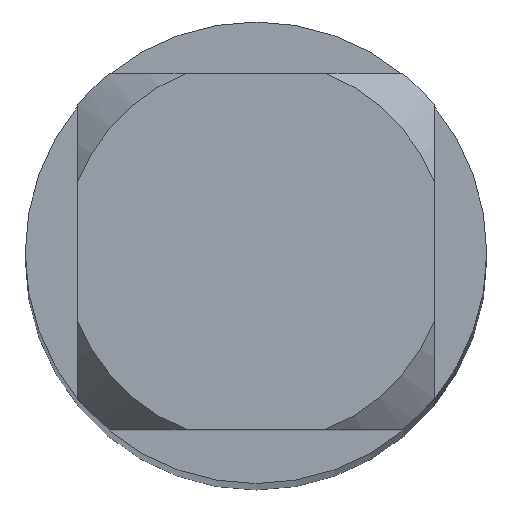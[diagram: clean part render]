
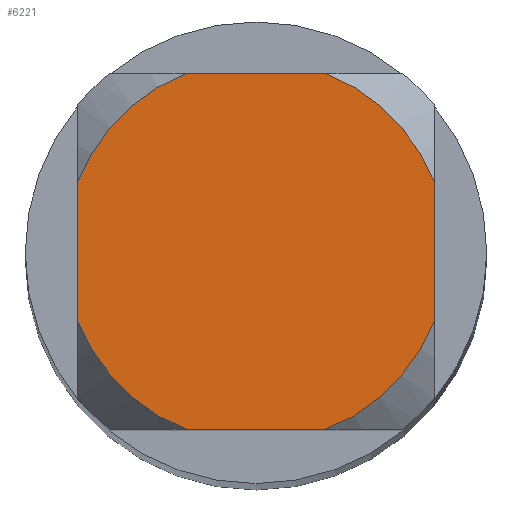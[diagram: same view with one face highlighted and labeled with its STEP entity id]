
A CAD part, top view. The second image highlights one B-rep face of the part: STEP entity #6221.
In plain terms, the highlighted planar face has unit normal (0, 0, 1).
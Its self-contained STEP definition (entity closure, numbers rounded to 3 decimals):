
#2753=EDGE_CURVE('',#4353,#6135,#8033,.T.);
#3193=VERTEX_POINT('',#8499);
#3659=VERTEX_POINT('',#9005);
#4325=VERTEX_POINT('',#9725);
#4353=VERTEX_POINT('',#9755);
#4727=EDGE_CURVE('',#4353,#4325,#10166,.T.);
#4771=VERTEX_POINT('',#10213);
#5223=EDGE_CURVE('',#6541,#4325,#10703,.T.);
#5407=EDGE_CURVE('',#5713,#3193,#10903,.T.);
#5713=VERTEX_POINT('',#11243);
#5759=EDGE_CURVE('',#5713,#4771,#11291,.T.);
#6135=VERTEX_POINT('',#11701);
#6181=EDGE_CURVE('',#3659,#6135,#11750,.T.);
#6221=ADVANCED_FACE('',(#11792),#11793,.T.);
#6541=VERTEX_POINT('',#12137);
#7011=EDGE_CURVE('',#6541,#4771,#12644,.T.);
#7779=EDGE_CURVE('',#3659,#3193,#13488,.T.);
#8033=CIRCLE('',#13826,1.45);
#8499=CARTESIAN_POINT('',(1.35,0.529,0.0));
#9005=CARTESIAN_POINT('',(0.529,1.35,0.0));
#9725=CARTESIAN_POINT('',(-1.35,-0.529,0.0));
#9755=CARTESIAN_POINT('',(-1.35,0.529,0.0));
#10166=LINE('',#17920,#17921);
#10213=CARTESIAN_POINT('',(0.529,-1.35,0.0));
#10703=CIRCLE('',#19045,1.45);
#10903=LINE('',#19434,#19435);
#11243=CARTESIAN_POINT('',(1.35,-0.529,0.0));
#11291=CIRCLE('',#20114,1.45);
#11701=CARTESIAN_POINT('',(-0.529,1.35,0.0));
#11750=LINE('',#20910,#20911);
#11792=FACE_OUTER_BOUND('',#20974,.T.);
#11793=PLANE('',#20975);
#12137=CARTESIAN_POINT('',(-0.529,-1.35,0.0));
#12644=LINE('',#22596,#22597);
#13488=CIRCLE('',#24135,1.45);
#13826=AXIS2_PLACEMENT_3D('',#24651,#24652,#24653);
#17920=CARTESIAN_POINT('',(-1.35,0.363,0.0));
#17921=VECTOR('',#26830,1.0);
#19045=AXIS2_PLACEMENT_3D('',#27352,#27353,#27354);
#19434=CARTESIAN_POINT('',(1.35,0.363,0.0));
#19435=VECTOR('',#27551,1.0);
#20114=AXIS2_PLACEMENT_3D('',#27975,#27976,#27977);
#20910=CARTESIAN_POINT('',(0.0,1.35,0.0));
#20911=VECTOR('',#28557,1.0);
#20974=EDGE_LOOP('',(#28596,#28597,#28598,#28599,#28600,#28601,#28602,#28603));
#20975=AXIS2_PLACEMENT_3D('',#28604,#28605,#28606);
#22596=CARTESIAN_POINT('',(0.0,-1.35,0.0));
#22597=VECTOR('',#29393,1.0);
#24135=AXIS2_PLACEMENT_3D('',#30369,#30370,#30371);
#24651=CARTESIAN_POINT('',(0.0,0.0,0.0));
#24652=DIRECTION('',(0.0,0.0,-1.0));
#24653=DIRECTION('',(0.0,1.0,0.0));
#26830=DIRECTION('',(-0.0,-1.0,0.0));
#27352=CARTESIAN_POINT('',(0.0,0.0,0.0));
#27353=DIRECTION('',(0.0,0.0,-1.0));
#27354=DIRECTION('',(0.0,1.0,0.0));
#27551=DIRECTION('',(-0.0,1.0,0.0));
#27975=CARTESIAN_POINT('',(0.0,0.0,0.0));
#27976=DIRECTION('',(0.0,0.0,-1.0));
#27977=DIRECTION('',(0.0,1.0,0.0));
#28557=DIRECTION('',(-1.0,0.0,0.0));
#28596=ORIENTED_EDGE('',*,*,#4727,.T.);
#28597=ORIENTED_EDGE('',*,*,#5223,.F.);
#28598=ORIENTED_EDGE('',*,*,#7011,.T.);
#28599=ORIENTED_EDGE('',*,*,#5759,.F.);
#28600=ORIENTED_EDGE('',*,*,#5407,.T.);
#28601=ORIENTED_EDGE('',*,*,#7779,.F.);
#28602=ORIENTED_EDGE('',*,*,#6181,.T.);
#28603=ORIENTED_EDGE('',*,*,#2753,.F.);
#28604=CARTESIAN_POINT('',(0.0,0.725,0.0));
#28605=DIRECTION('',(-0.0,0.0,1.0));
#28606=DIRECTION('',(0.0,-1.0,0.0));
#29393=DIRECTION('',(1.0,0.0,0.0));
#30369=CARTESIAN_POINT('',(0.0,0.0,0.0));
#30370=DIRECTION('',(0.0,0.0,-1.0));
#30371=DIRECTION('',(0.0,1.0,0.0));
